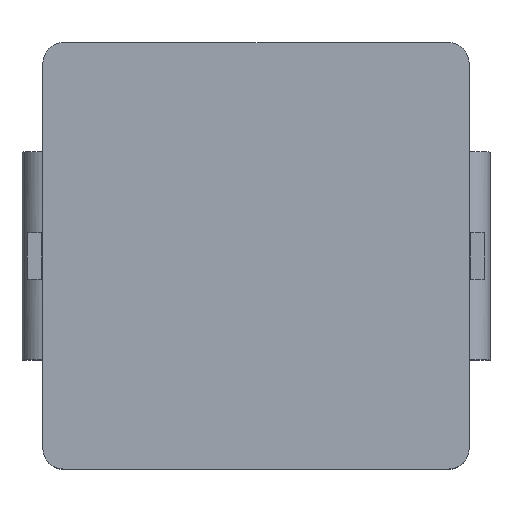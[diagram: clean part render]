
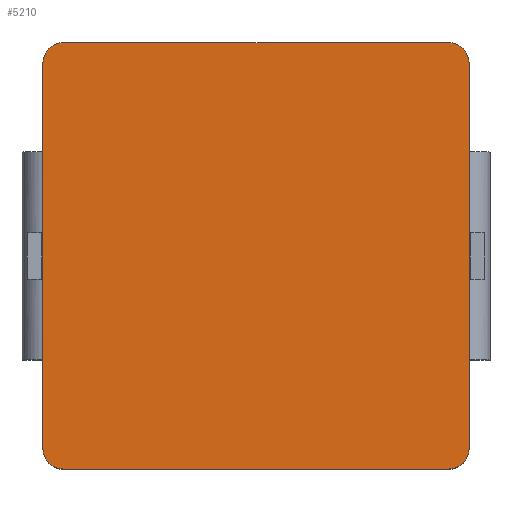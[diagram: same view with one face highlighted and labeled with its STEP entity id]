
A CAD part, top view. The second image highlights one B-rep face of the part: STEP entity #5210.
In plain terms, the highlighted planar face has unit normal (0, 0, 1).
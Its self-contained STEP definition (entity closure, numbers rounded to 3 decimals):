
#369=PLANE('',#5602);
#540=FACE_OUTER_BOUND('',#817,.T.);
#817=EDGE_LOOP('',(#3601,#3602,#3603,#3604,#3605,#3606,#3607,#3608));
#1109=LINE('',#7074,#1628);
#1156=LINE('',#7191,#1675);
#1164=LINE('',#7211,#1683);
#1165=LINE('',#7215,#1684);
#1628=VECTOR('',#5944,1.);
#1675=VECTOR('',#6047,1.);
#1683=VECTOR('',#6063,1.);
#1684=VECTOR('',#6068,1.);
#2132=CIRCLE('',#5603,0.2);
#2133=CIRCLE('',#5604,0.2);
#2134=CIRCLE('',#5605,0.2);
#2135=CIRCLE('',#5606,0.2);
#2175=VERTEX_POINT('',#7071);
#2176=VERTEX_POINT('',#7073);
#2217=VERTEX_POINT('',#7188);
#2218=VERTEX_POINT('',#7190);
#2224=VERTEX_POINT('',#7206);
#2225=VERTEX_POINT('',#7208);
#2226=VERTEX_POINT('',#7210);
#2227=VERTEX_POINT('',#7213);
#2689=EDGE_CURVE('',#2176,#2175,#1109,.T.);
#2748=EDGE_CURVE('',#2218,#2217,#1156,.T.);
#2756=EDGE_CURVE('',#2224,#2176,#2132,.T.);
#2757=EDGE_CURVE('',#2175,#2225,#2133,.T.);
#2758=EDGE_CURVE('',#2225,#2226,#1164,.T.);
#2759=EDGE_CURVE('',#2226,#2218,#2134,.T.);
#2760=EDGE_CURVE('',#2217,#2227,#2135,.T.);
#2761=EDGE_CURVE('',#2227,#2224,#1165,.T.);
#3601=ORIENTED_EDGE('',*,*,#2756,.T.);
#3602=ORIENTED_EDGE('',*,*,#2689,.T.);
#3603=ORIENTED_EDGE('',*,*,#2757,.T.);
#3604=ORIENTED_EDGE('',*,*,#2758,.T.);
#3605=ORIENTED_EDGE('',*,*,#2759,.T.);
#3606=ORIENTED_EDGE('',*,*,#2748,.T.);
#3607=ORIENTED_EDGE('',*,*,#2760,.T.);
#3608=ORIENTED_EDGE('',*,*,#2761,.T.);
#5210=ADVANCED_FACE('',(#540),#369,.T.);
#5602=AXIS2_PLACEMENT_3D('',#7205,#6057,#6058);
#5603=AXIS2_PLACEMENT_3D('',#7207,#6059,#6060);
#5604=AXIS2_PLACEMENT_3D('',#7209,#6061,#6062);
#5605=AXIS2_PLACEMENT_3D('',#7212,#6064,#6065);
#5606=AXIS2_PLACEMENT_3D('',#7214,#6066,#6067);
#5944=DIRECTION('',(0.,1.,0.));
#6047=DIRECTION('',(0.,-1.,0.));
#6057=DIRECTION('center_axis',(0.,0.,1.));
#6058=DIRECTION('ref_axis',(0.,1.,0.));
#6059=DIRECTION('center_axis',(0.,0.,1.));
#6060=DIRECTION('ref_axis',(0.,1.,0.));
#6061=DIRECTION('center_axis',(0.,0.,1.));
#6062=DIRECTION('ref_axis',(0.,1.,0.));
#6063=DIRECTION('',(-1.,0.,0.));
#6064=DIRECTION('center_axis',(0.,0.,1.));
#6065=DIRECTION('ref_axis',(0.,1.,0.));
#6066=DIRECTION('center_axis',(0.,0.,1.));
#6067=DIRECTION('ref_axis',(0.,1.,0.));
#6068=DIRECTION('',(1.,0.,0.));
#7071=CARTESIAN_POINT('',(2.05,1.851,2.));
#7073=CARTESIAN_POINT('',(2.05,-1.849,2.));
#7074=CARTESIAN_POINT('',(2.05,-1.899,2.));
#7188=CARTESIAN_POINT('',(-2.05,-1.849,2.));
#7190=CARTESIAN_POINT('',(-2.05,1.851,2.));
#7191=CARTESIAN_POINT('',(-2.05,1.901,2.));
#7205=CARTESIAN_POINT('Origin',(1.9,-1.899,2.));
#7206=CARTESIAN_POINT('',(1.85,-2.049,2.));
#7207=CARTESIAN_POINT('Origin',(1.85,-1.849,2.));
#7208=CARTESIAN_POINT('',(1.85,2.051,2.));
#7209=CARTESIAN_POINT('Origin',(1.85,1.851,2.));
#7210=CARTESIAN_POINT('',(-1.85,2.051,2.));
#7211=CARTESIAN_POINT('',(1.9,2.051,2.));
#7212=CARTESIAN_POINT('Origin',(-1.85,1.851,2.));
#7213=CARTESIAN_POINT('',(-1.85,-2.049,2.));
#7214=CARTESIAN_POINT('Origin',(-1.85,-1.849,2.));
#7215=CARTESIAN_POINT('',(-1.9,-2.049,2.));
